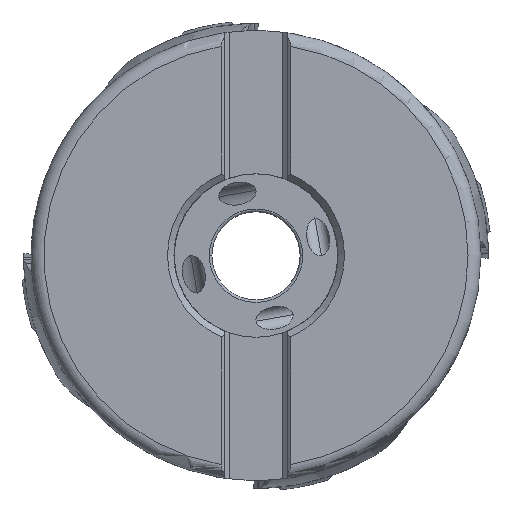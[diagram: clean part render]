
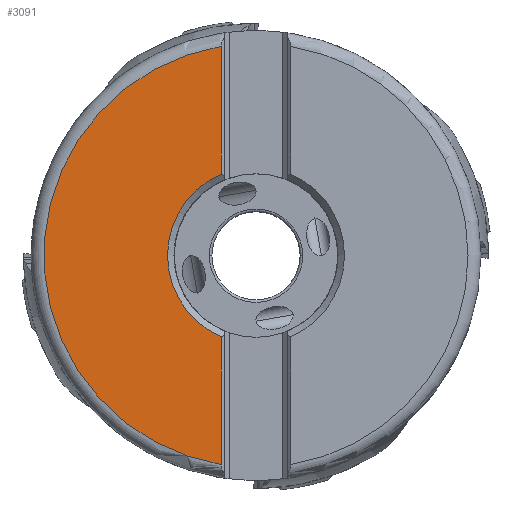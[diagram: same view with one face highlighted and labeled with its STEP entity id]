
A CAD part, top view. The second image highlights one B-rep face of the part: STEP entity #3091.
In plain terms, the highlighted planar face has unit normal (0, 0, 1).
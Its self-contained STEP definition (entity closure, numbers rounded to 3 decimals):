
#882=PLANE('',#17523);
#1364=LINE('',#30239,#2264);
#1365=LINE('',#30241,#2265);
#2264=VECTOR('',#20460,1.);
#2265=VECTOR('',#20461,1.);
#3091=ADVANCED_FACE('',(#4103),#882,.T.);
#4103=FACE_OUTER_BOUND('',#4975,.T.);
#4975=EDGE_LOOP('',(#8357,#8358,#8359,#8360));
#6042=CIRCLE('',#17520,32.925);
#6043=CIRCLE('',#17522,13.735);
#8357=ORIENTED_EDGE('',*,*,#14383,.T.);
#8358=ORIENTED_EDGE('',*,*,#14382,.F.);
#8359=ORIENTED_EDGE('',*,*,#14384,.T.);
#8360=ORIENTED_EDGE('',*,*,#14385,.F.);
#12492=VERTEX_POINT('',#30225);
#12493=VERTEX_POINT('',#30236);
#12494=VERTEX_POINT('',#30240);
#12495=VERTEX_POINT('',#30242);
#14382=EDGE_CURVE('',#12493,#12492,#6042,.T.);
#14383=EDGE_CURVE('',#12494,#12492,#1364,.T.);
#14384=EDGE_CURVE('',#12493,#12495,#1365,.T.);
#14385=EDGE_CURVE('',#12494,#12495,#6043,.T.);
#17520=AXIS2_PLACEMENT_3D('',#30237,#20456,#20457);
#17522=AXIS2_PLACEMENT_3D('',#30243,#20462,#20463);
#17523=AXIS2_PLACEMENT_3D('',#30244,#20464,#20465);
#20456=DIRECTION('',(0.,0.,-1.));
#20457=DIRECTION('',(-0.164,-0.986,0.));
#20460=DIRECTION('',(0.,1.,0.));
#20461=DIRECTION('',(0.,1.,0.));
#20462=DIRECTION('',(0.,0.,1.));
#20463=DIRECTION('',(-0.393,0.919,0.));
#20464=DIRECTION('',(0.,0.,1.));
#20465=DIRECTION('',(1.,0.,0.));
#30225=CARTESIAN_POINT('',(-5.4,32.479,0.));
#30236=CARTESIAN_POINT('',(-5.4,-32.479,0.));
#30237=CARTESIAN_POINT('',(0.,0.,0.));
#30239=CARTESIAN_POINT('',(-5.4,12.629,0.));
#30240=CARTESIAN_POINT('',(-5.4,12.629,0.));
#30241=CARTESIAN_POINT('',(-5.4,-32.479,0.));
#30242=CARTESIAN_POINT('',(-5.4,-12.629,0.));
#30243=CARTESIAN_POINT('',(0.,0.,0.));
#30244=CARTESIAN_POINT('',(-19.162,0.,0.));
